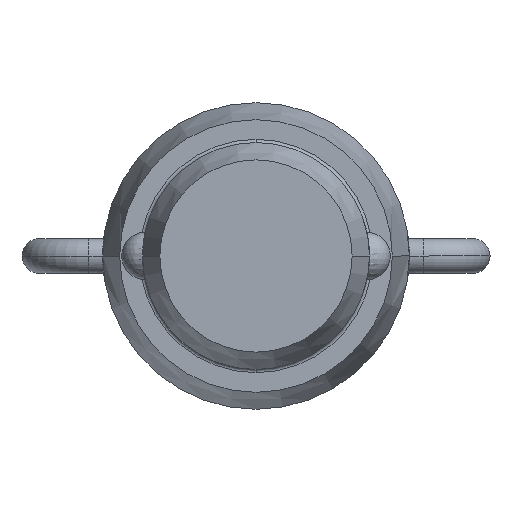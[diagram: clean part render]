
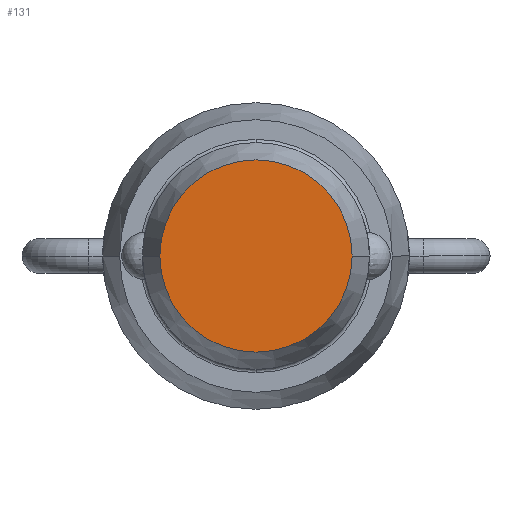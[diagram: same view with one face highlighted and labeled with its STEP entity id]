
A CAD part, front view. The second image highlights one B-rep face of the part: STEP entity #131.
In plain terms, the highlighted planar face has unit normal (0, -1, 0).
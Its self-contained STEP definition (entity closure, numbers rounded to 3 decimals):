
#131=ADVANCED_FACE('',(#266),#267,.T.);
#266=FACE_OUTER_BOUND('',#399,.T.);
#267=PLANE('',#400);
#399=EDGE_LOOP('',(#712,#713));
#400=AXIS2_PLACEMENT_3D('',#714,#715,#716);
#712=ORIENTED_EDGE('',*,*,#897,.T.);
#713=ORIENTED_EDGE('',*,*,#892,.T.);
#714=CARTESIAN_POINT('',(-3.572,-76.454,0.0));
#715=DIRECTION('',(0.,-1.0,0.0));
#716=DIRECTION('',(1.0,0.,0.0));
#892=EDGE_CURVE('',#1092,#1089,#1093,.T.);
#897=EDGE_CURVE('',#1089,#1092,#1099,.T.);
#1089=VERTEX_POINT('',#1484);
#1092=VERTEX_POINT('',#1488);
#1093=CIRCLE('',#1489,6.052);
#1099=CIRCLE('',#1496,6.052);
#1484=CARTESIAN_POINT('',(-6.052,-76.454,0.0));
#1488=CARTESIAN_POINT('',(6.052,-76.454,0.));
#1489=AXIS2_PLACEMENT_3D('',#1704,#1705,#1706);
#1496=AXIS2_PLACEMENT_3D('',#1714,#1715,#1716);
#1704=CARTESIAN_POINT('',(0.0,-76.454,0.0));
#1705=DIRECTION('',(0.,-1.0,0.0));
#1706=DIRECTION('',(-1.0,0.,0.0));
#1714=CARTESIAN_POINT('',(0.0,-76.454,0.0));
#1715=DIRECTION('',(0.,-1.0,0.0));
#1716=DIRECTION('',(-1.0,0.,0.0));
